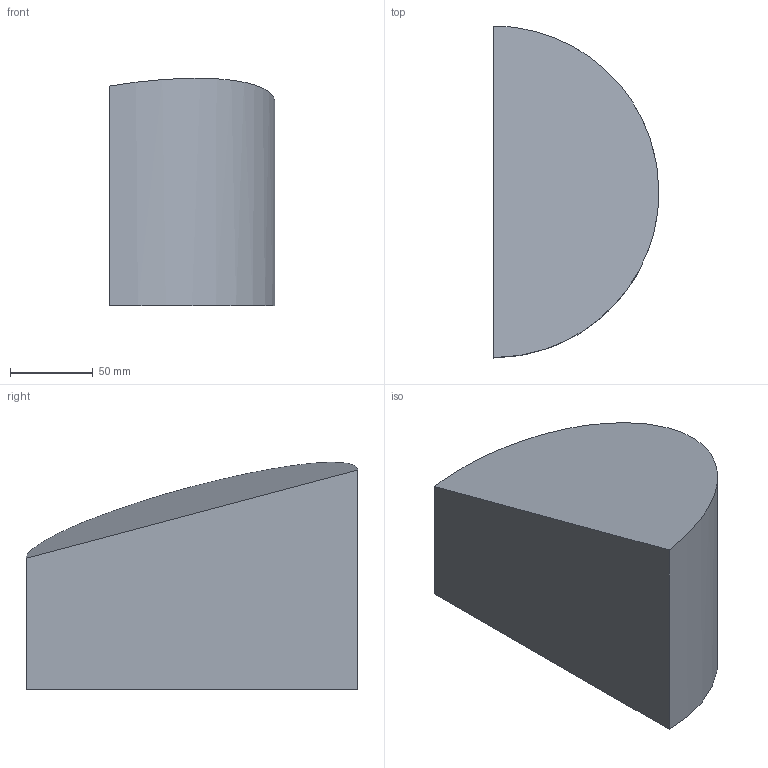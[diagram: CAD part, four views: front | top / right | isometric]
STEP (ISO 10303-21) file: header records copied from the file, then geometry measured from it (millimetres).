
FILE_DESCRIPTION(/* description */ (''),/* implementation_level */ '2;1');
FILE_NAME(/* name */ 'sliced_cylinder',/* time_stamp */ '2025-01-03T13:30:10-08:00',/* author */ (''),/* organization */ (''),/* preprocessor_version */ 'ST-DEVELOPER v19.2',/* originating_system */ 'Rhino 8.14',/* authorisation */ '');
FILE_SCHEMA (('CONFIG_CONTROL_DESIGN'));
Length unit declared in the file: centimetre
Products named in the file (1): Document
Bounding box: 100 x 200 x 137.16 mm (x, y, z)
Volume: 1773127.9 mm3; surface area: 89904.9 mm2
Topology: 1 solids, 1 shells, 5 faces, 9 edges, 6 vertices
Faces by surface type: plane 3, cylinder 2
Entity records: 219 total; most frequent: CARTESIAN_POINT 49, ORIENTED_EDGE 18, DIRECTION 13, EDGE_CURVE 9, AXIS2_PLACEMENT_3D 9, ORGANIZATION 7, PERSON_AND_ORGANIZATION 7, VERTEX_POINT 6
